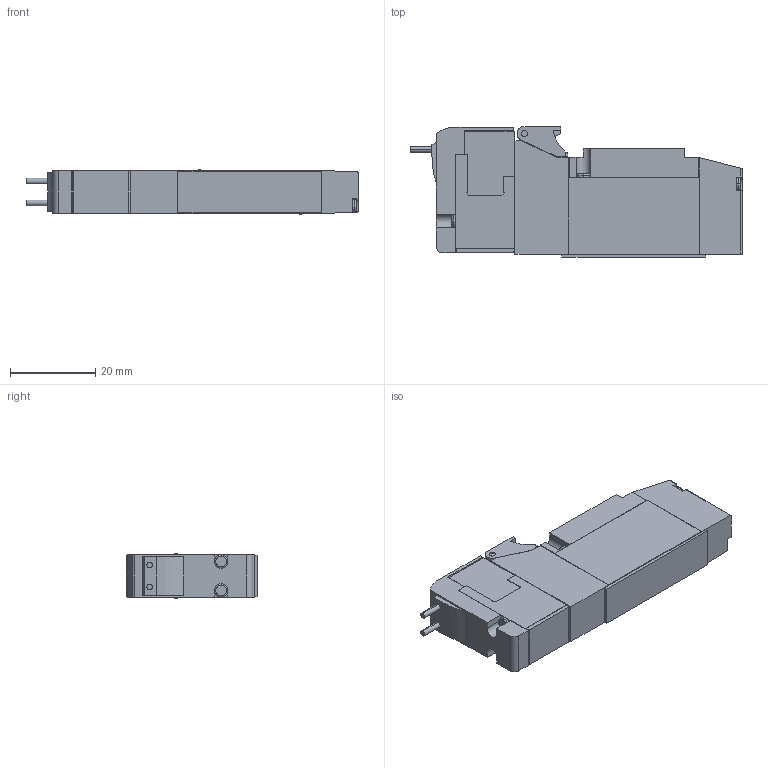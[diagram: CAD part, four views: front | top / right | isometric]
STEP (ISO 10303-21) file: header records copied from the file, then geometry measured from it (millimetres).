
FILE_DESCRIPTION (( 'STEP AP203' ), '1' );
FILE_NAME ('am-3983 CKD Single Solenoid Manifold Valve.STEP', '2025-03-25T13:06:13', ( '' ), ( '' ), 'SwSTEP 2.0', 'SolidWorks 2024', '' );
FILE_SCHEMA (( 'CONFIG_CONTROL_DESIGN' ));
Length unit declared in the file: millimetre
Products named in the file (1): am-3983 CKD Single Solenoid Manifold Valve
Bounding box: 77.8 x 30.56 x 10.4 mm (x, y, z)
Volume: 18565.4 mm3; surface area: 6965.1 mm2
Topology: 1 solids, 1 shells, 247 faces, 647 edges, 414 vertices
Faces by surface type: plane 170, cylinder 57, torus 16, cone 4
Entity records: 7622 total; most frequent: CARTESIAN_POINT 1335, DIRECTION 1301, ORIENTED_EDGE 1294, EDGE_CURVE 647, VECTOR 477, LINE 477, VERTEX_POINT 414, AXIS2_PLACEMENT_3D 412
